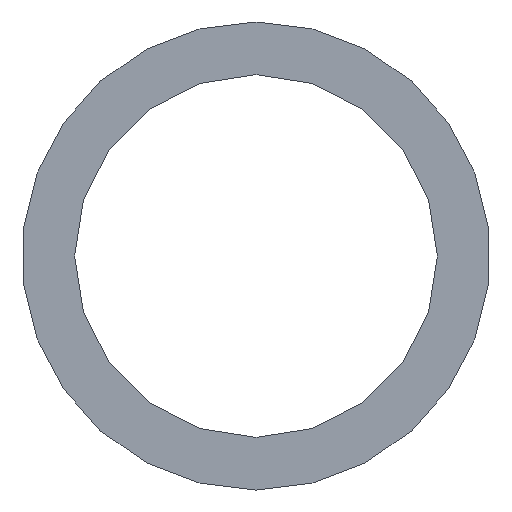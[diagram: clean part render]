
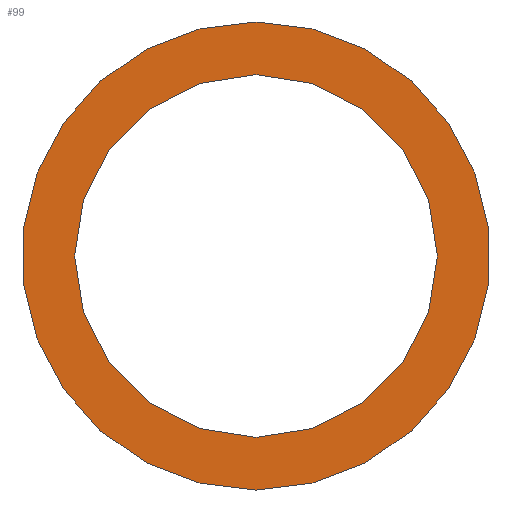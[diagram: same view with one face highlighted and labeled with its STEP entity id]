
A CAD part, left-side view. The second image highlights one B-rep face of the part: STEP entity #99.
In plain terms, the highlighted planar face has unit normal (-1, 0, 0).
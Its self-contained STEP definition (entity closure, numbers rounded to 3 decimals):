
#57 = VERTEX_POINT( '', #128 );
#59 = EDGE_CURVE( '', #57, #101, #130, .T. );
#65 = EDGE_CURVE( '', #101, #57, #137, .T. );
#69 = EDGE_CURVE( '', #73, #83, #141, .T. );
#73 = VERTEX_POINT( '', #145 );
#83 = VERTEX_POINT( '', #157 );
#93 = EDGE_CURVE( '', #83, #73, #168, .T. );
#99 = ADVANCED_FACE( '', ( #175, #176 ), #177, .F. );
#101 = VERTEX_POINT( '', #179 );
#128 = CARTESIAN_POINT( '', ( 0., 0., 8. ) );
#130 = CIRCLE( '', #201, 8. );
#137 = CIRCLE( '', #211, 8. );
#141 = CIRCLE( '', #215, 6.2 );
#145 = CARTESIAN_POINT( '', ( 0., 0., -6.2 ) );
#157 = CARTESIAN_POINT( '', ( 0., 0., 6.2 ) );
#168 = CIRCLE( '', #248, 6.2 );
#175 = FACE_OUTER_BOUND( '', #256, .T. );
#176 = FACE_BOUND( '', #257, .T. );
#177 = PLANE( '', #258 );
#179 = CARTESIAN_POINT( '', ( 0., 0., -8. ) );
#201 = AXIS2_PLACEMENT_3D( '', #275, #276, #277 );
#211 = AXIS2_PLACEMENT_3D( '', #287, #288, #289 );
#215 = AXIS2_PLACEMENT_3D( '', #291, #292, #293 );
#248 = AXIS2_PLACEMENT_3D( '', #320, #321, #322 );
#256 = EDGE_LOOP( '', ( #335, #336 ) );
#257 = EDGE_LOOP( '', ( #337, #338 ) );
#258 = AXIS2_PLACEMENT_3D( '', #339, #340, #341 );
#275 = CARTESIAN_POINT( '', ( 0., 0., 0. ) );
#276 = DIRECTION( '', ( 1., 0., 0. ) );
#277 = DIRECTION( '', ( 0., 0., -1. ) );
#287 = CARTESIAN_POINT( '', ( 0., 0., 0. ) );
#288 = DIRECTION( '', ( 1., 0., 0. ) );
#289 = DIRECTION( '', ( 0., 0., -1. ) );
#291 = CARTESIAN_POINT( '', ( 0., 0., 0. ) );
#292 = DIRECTION( '', ( 1., 0., 0. ) );
#293 = DIRECTION( '', ( 0., 0., -1. ) );
#320 = CARTESIAN_POINT( '', ( 0., 0., 0. ) );
#321 = DIRECTION( '', ( 1., 0., 0. ) );
#322 = DIRECTION( '', ( 0., 0., -1. ) );
#335 = ORIENTED_EDGE( '', *, *, #65, .F. );
#336 = ORIENTED_EDGE( '', *, *, #59, .F. );
#337 = ORIENTED_EDGE( '', *, *, #69, .T. );
#338 = ORIENTED_EDGE( '', *, *, #93, .T. );
#339 = CARTESIAN_POINT( '', ( 0., 0., 0. ) );
#340 = DIRECTION( '', ( 1., 0., 0. ) );
#341 = DIRECTION( '', ( 0., 0., -1. ) );
